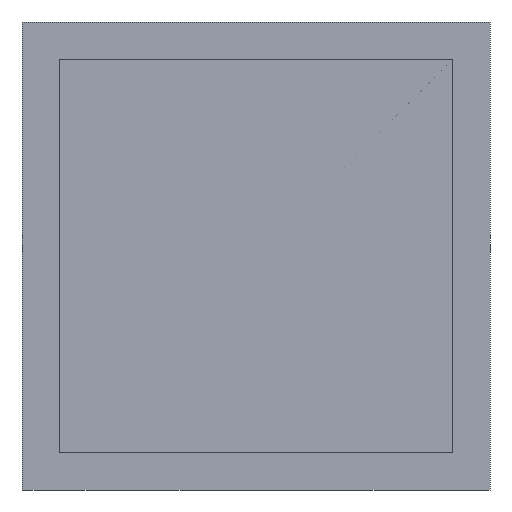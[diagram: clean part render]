
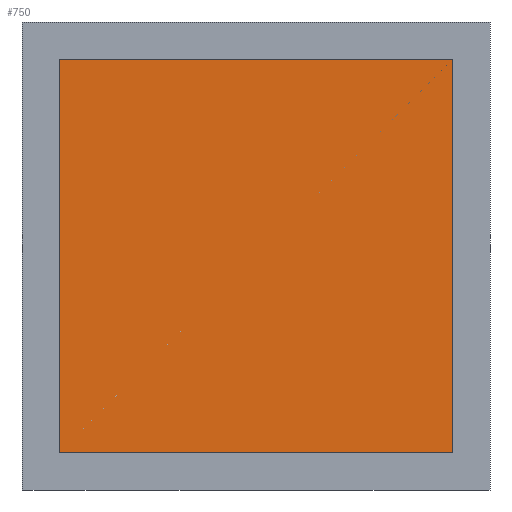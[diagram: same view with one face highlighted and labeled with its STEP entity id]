
A CAD part, front view. The second image highlights one B-rep face of the part: STEP entity #750.
In plain terms, the highlighted planar face has unit normal (0, -1, 0).
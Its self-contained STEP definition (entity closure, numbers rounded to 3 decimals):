
#429 = PLANE('',#430);
#430 = AXIS2_PLACEMENT_3D('',#431,#432,#433);
#431 = CARTESIAN_POINT('',(-10.5,-15.,23.));
#432 = DIRECTION('',(0.,0.,1.));
#433 = DIRECTION('',(1.,0.,-0.));
#457 = PLANE('',#458);
#458 = AXIS2_PLACEMENT_3D('',#459,#460,#461);
#459 = CARTESIAN_POINT('',(-10.5,-15.,2.));
#460 = DIRECTION('',(-1.,0.,0.));
#461 = DIRECTION('',(0.,0.,1.));
#485 = PLANE('',#486);
#486 = AXIS2_PLACEMENT_3D('',#487,#488,#489);
#487 = CARTESIAN_POINT('',(10.5,-15.,2.));
#488 = DIRECTION('',(-0.,0.,-1.));
#489 = DIRECTION('',(-1.,0.,0.));
#511 = PLANE('',#512);
#512 = AXIS2_PLACEMENT_3D('',#513,#514,#515);
#513 = CARTESIAN_POINT('',(10.5,-15.,23.));
#514 = DIRECTION('',(1.,0.,0.));
#515 = DIRECTION('',(0.,0.,-1.));
#554 = VERTEX_POINT('',#555);
#555 = CARTESIAN_POINT('',(-10.5,-25.,23.));
#576 = EDGE_CURVE('',#554,#577,#579,.T.);
#577 = VERTEX_POINT('',#578);
#578 = CARTESIAN_POINT('',(10.5,-25.,23.));
#579 = SURFACE_CURVE('',#580,(#584,#591),.PCURVE_S1.);
#580 = LINE('',#581,#582);
#581 = CARTESIAN_POINT('',(-10.5,-25.,23.));
#582 = VECTOR('',#583,1.);
#583 = DIRECTION('',(1.,0.,0.));
#584 = PCURVE('',#429,#585);
#585 = DEFINITIONAL_REPRESENTATION('',(#586),#590);
#586 = LINE('',#587,#588);
#587 = CARTESIAN_POINT('',(0.,-10.));
#588 = VECTOR('',#589,1.);
#589 = DIRECTION('',(1.,0.));
#590 = ( GEOMETRIC_REPRESENTATION_CONTEXT(2) 
PARAMETRIC_REPRESENTATION_CONTEXT() REPRESENTATION_CONTEXT('2D SPACE',''
  ) );
#591 = PCURVE('',#592,#597);
#592 = PLANE('',#593);
#593 = AXIS2_PLACEMENT_3D('',#594,#595,#596);
#594 = CARTESIAN_POINT('',(0.,-25.,12.5));
#595 = DIRECTION('',(0.,1.,0.));
#596 = DIRECTION('',(0.,0.,1.));
#597 = DEFINITIONAL_REPRESENTATION('',(#598),#602);
#598 = LINE('',#599,#600);
#599 = CARTESIAN_POINT('',(10.5,-10.5));
#600 = VECTOR('',#601,1.);
#601 = DIRECTION('',(0.,1.));
#602 = ( GEOMETRIC_REPRESENTATION_CONTEXT(2) 
PARAMETRIC_REPRESENTATION_CONTEXT() REPRESENTATION_CONTEXT('2D SPACE',''
  ) );
#630 = EDGE_CURVE('',#577,#631,#633,.T.);
#631 = VERTEX_POINT('',#632);
#632 = CARTESIAN_POINT('',(10.5,-25.,2.));
#633 = SURFACE_CURVE('',#634,(#638,#645),.PCURVE_S1.);
#634 = LINE('',#635,#636);
#635 = CARTESIAN_POINT('',(10.5,-25.,23.));
#636 = VECTOR('',#637,1.);
#637 = DIRECTION('',(0.,0.,-1.));
#638 = PCURVE('',#511,#639);
#639 = DEFINITIONAL_REPRESENTATION('',(#640),#644);
#640 = LINE('',#641,#642);
#641 = CARTESIAN_POINT('',(0.,-10.));
#642 = VECTOR('',#643,1.);
#643 = DIRECTION('',(1.,0.));
#644 = ( GEOMETRIC_REPRESENTATION_CONTEXT(2) 
PARAMETRIC_REPRESENTATION_CONTEXT() REPRESENTATION_CONTEXT('2D SPACE',''
  ) );
#645 = PCURVE('',#592,#646);
#646 = DEFINITIONAL_REPRESENTATION('',(#647),#651);
#647 = LINE('',#648,#649);
#648 = CARTESIAN_POINT('',(10.5,10.5));
#649 = VECTOR('',#650,1.);
#650 = DIRECTION('',(-1.,0.));
#651 = ( GEOMETRIC_REPRESENTATION_CONTEXT(2) 
PARAMETRIC_REPRESENTATION_CONTEXT() REPRESENTATION_CONTEXT('2D SPACE',''
  ) );
#679 = EDGE_CURVE('',#631,#680,#682,.T.);
#680 = VERTEX_POINT('',#681);
#681 = CARTESIAN_POINT('',(-10.5,-25.,2.));
#682 = SURFACE_CURVE('',#683,(#687,#694),.PCURVE_S1.);
#683 = LINE('',#684,#685);
#684 = CARTESIAN_POINT('',(10.5,-25.,2.));
#685 = VECTOR('',#686,1.);
#686 = DIRECTION('',(-1.,0.,0.));
#687 = PCURVE('',#485,#688);
#688 = DEFINITIONAL_REPRESENTATION('',(#689),#693);
#689 = LINE('',#690,#691);
#690 = CARTESIAN_POINT('',(0.,-10.));
#691 = VECTOR('',#692,1.);
#692 = DIRECTION('',(1.,0.));
#693 = ( GEOMETRIC_REPRESENTATION_CONTEXT(2) 
PARAMETRIC_REPRESENTATION_CONTEXT() REPRESENTATION_CONTEXT('2D SPACE',''
  ) );
#694 = PCURVE('',#592,#695);
#695 = DEFINITIONAL_REPRESENTATION('',(#696),#700);
#696 = LINE('',#697,#698);
#697 = CARTESIAN_POINT('',(-10.5,10.5));
#698 = VECTOR('',#699,1.);
#699 = DIRECTION('',(0.,-1.));
#700 = ( GEOMETRIC_REPRESENTATION_CONTEXT(2) 
PARAMETRIC_REPRESENTATION_CONTEXT() REPRESENTATION_CONTEXT('2D SPACE',''
  ) );
#728 = EDGE_CURVE('',#680,#554,#729,.T.);
#729 = SURFACE_CURVE('',#730,(#734,#741),.PCURVE_S1.);
#730 = LINE('',#731,#732);
#731 = CARTESIAN_POINT('',(-10.5,-25.,2.));
#732 = VECTOR('',#733,1.);
#733 = DIRECTION('',(0.,0.,1.));
#734 = PCURVE('',#457,#735);
#735 = DEFINITIONAL_REPRESENTATION('',(#736),#740);
#736 = LINE('',#737,#738);
#737 = CARTESIAN_POINT('',(0.,-10.));
#738 = VECTOR('',#739,1.);
#739 = DIRECTION('',(1.,0.));
#740 = ( GEOMETRIC_REPRESENTATION_CONTEXT(2) 
PARAMETRIC_REPRESENTATION_CONTEXT() REPRESENTATION_CONTEXT('2D SPACE',''
  ) );
#741 = PCURVE('',#592,#742);
#742 = DEFINITIONAL_REPRESENTATION('',(#743),#747);
#743 = LINE('',#744,#745);
#744 = CARTESIAN_POINT('',(-10.5,-10.5));
#745 = VECTOR('',#746,1.);
#746 = DIRECTION('',(1.,0.));
#747 = ( GEOMETRIC_REPRESENTATION_CONTEXT(2) 
PARAMETRIC_REPRESENTATION_CONTEXT() REPRESENTATION_CONTEXT('2D SPACE',''
  ) );
#750 = ADVANCED_FACE('',(#751),#592,.F.);
#751 = FACE_BOUND('',#752,.F.);
#752 = EDGE_LOOP('',(#753,#754,#755,#756));
#753 = ORIENTED_EDGE('',*,*,#576,.T.);
#754 = ORIENTED_EDGE('',*,*,#630,.T.);
#755 = ORIENTED_EDGE('',*,*,#679,.T.);
#756 = ORIENTED_EDGE('',*,*,#728,.T.);
